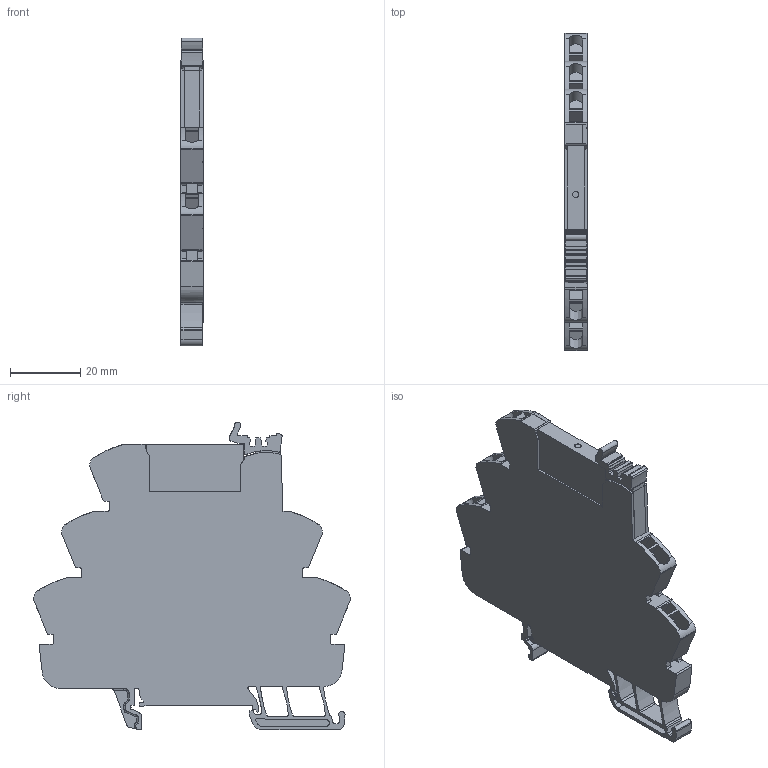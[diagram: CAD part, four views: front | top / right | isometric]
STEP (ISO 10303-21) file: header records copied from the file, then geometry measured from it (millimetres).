
FILE_DESCRIPTION(('CATIA V5 STEP Exchange','CAx-IF Rec.Pracs.--- Model Styling and Organization---1.5--- 2016-08-15','CAx-IF Rec.Pracs.---Supplemental Geometry---1.0---2011-11-01','CAx-IF Rec.Pracs.--- Composite Materials ---1.1---2010-07-15'),'2;1');
FILE_NAME ('6214643_7', '2025-09-23T06:46:55+00:00', ('none'), ('Weidmueller'), 'CATIA Version 5-6 Release 2024 SP4', 'CATIA V5 STEP AP214 v3', 'none');
FILE_SCHEMA(('AUTOMOTIVE_DESIGN { 1 0 10303 214 1 1 1 1 }'));
Length unit declared in the file: millimetre
Products named in the file (1): 1123100000
Bounding box: 6.3 x 90.51 x 87.83 mm (x, y, z)
Volume: 31397.2 mm3; surface area: 17070.9 mm2
Topology: 10 solids, 15 shells, 736 faces, 2270 edges, 1565 vertices
Faces by surface type: plane 409, cylinder 305, torus 10, sphere 8, bspline 2, extrusion 2
Entity records: 24590 total; most frequent: CARTESIAN_POINT 4872, ORIENTED_EDGE 4520, DIRECTION 3384, EDGE_CURVE 2260, VERTEX_POINT 1565, VECTOR 1550, LINE 1548, AXIS2_PLACEMENT_3D 1247
